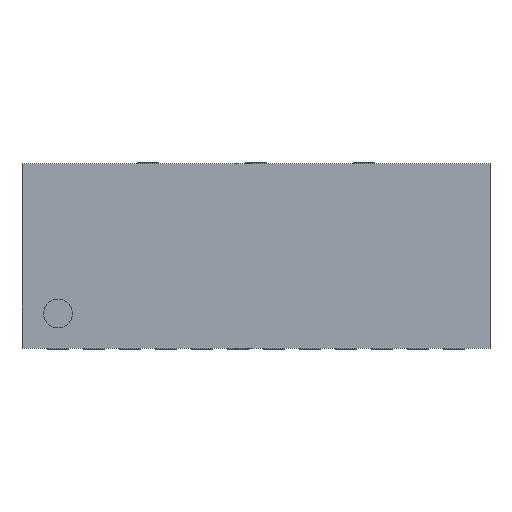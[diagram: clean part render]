
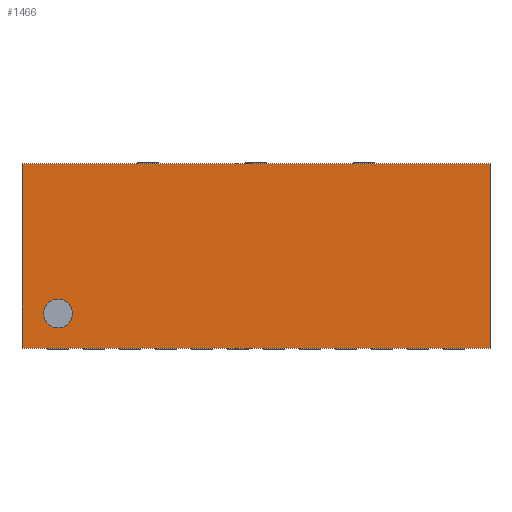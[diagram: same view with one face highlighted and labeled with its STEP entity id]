
A CAD part, top view. The second image highlights one B-rep face of the part: STEP entity #1466.
In plain terms, the highlighted planar face has unit normal (0, 0, 1).
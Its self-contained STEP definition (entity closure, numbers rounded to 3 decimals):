
#20 = VERTEX_POINT ( 'NONE', #429 ) ;
#27 = CARTESIAN_POINT ( 'NONE',  ( -3.25, -1.28, 0.78 ) ) ;
#112 = EDGE_CURVE ( 'NONE', #829, #1406, #643, .T. ) ;
#127 = DIRECTION ( 'NONE',  ( 0., -1., 0. ) ) ;
#149 = DIRECTION ( 'NONE',  ( 1., 0., 0. ) ) ;
#183 = EDGE_LOOP ( 'NONE', ( #344, #517, #966, #419 ) ) ;
#205 = EDGE_CURVE ( 'NONE', #1406, #1779, #928, .T. ) ;
#240 = EDGE_CURVE ( 'NONE', #20, #829, #1029, .T. ) ;
#254 = VECTOR ( 'NONE', #1723, 1000. ) ;
#306 = DIRECTION ( 'NONE',  ( -1., 0., 0. ) ) ;
#344 = ORIENTED_EDGE ( 'NONE', *, *, #1496, .F. ) ;
#419 = ORIENTED_EDGE ( 'NONE', *, *, #240, .F. ) ;
#429 = CARTESIAN_POINT ( 'NONE',  ( 3.25, -1.28, 0.78 ) ) ;
#483 = CARTESIAN_POINT ( 'NONE',  ( -3.25, 1.28, 0.78 ) ) ;
#517 = ORIENTED_EDGE ( 'NONE', *, *, #205, .F. ) ;
#623 = DIRECTION ( 'NONE',  ( 0., 1., 0. ) ) ;
#643 = LINE ( 'NONE', #27, #923 ) ;
#716 = FACE_OUTER_BOUND ( 'NONE', #183, .T. ) ;
#829 = VERTEX_POINT ( 'NONE', #1506 ) ;
#865 = DIRECTION ( 'NONE',  ( 0., 0., 1. ) ) ;
#885 = CARTESIAN_POINT ( 'NONE',  ( 3.25, 1.28, 0.78 ) ) ;
#923 = VECTOR ( 'NONE', #623, 1000. ) ;
#928 = LINE ( 'NONE', #1480, #254 ) ;
#966 = ORIENTED_EDGE ( 'NONE', *, *, #112, .F. ) ;
#1003 = CARTESIAN_POINT ( 'NONE',  ( -3.25, 1.28, 0.78 ) ) ;
#1029 = LINE ( 'NONE', #1588, #1327 ) ;
#1107 = AXIS2_PLACEMENT_3D ( 'NONE', #1003, #865, #149 ) ;
#1327 = VECTOR ( 'NONE', #306, 1000. ) ;
#1406 = VERTEX_POINT ( 'NONE', #483 ) ;
#1416 = LINE ( 'NONE', #885, #1655 ) ;
#1466 = ADVANCED_FACE ( 'NONE', ( #716 ), #1589, .T. ) ;
#1480 = CARTESIAN_POINT ( 'NONE',  ( -3.25, 1.28, 0.78 ) ) ;
#1496 = EDGE_CURVE ( 'NONE', #1779, #20, #1416, .T. ) ;
#1506 = CARTESIAN_POINT ( 'NONE',  ( -3.25, -1.28, 0.78 ) ) ;
#1576 = CARTESIAN_POINT ( 'NONE',  ( 3.25, 1.28, 0.78 ) ) ;
#1588 = CARTESIAN_POINT ( 'NONE',  ( 3.25, -1.28, 0.78 ) ) ;
#1589 = PLANE ( 'NONE',  #1107 ) ;
#1655 = VECTOR ( 'NONE', #127, 1000. ) ;
#1723 = DIRECTION ( 'NONE',  ( 1., 0., 0. ) ) ;
#1779 = VERTEX_POINT ( 'NONE', #1576 ) ;
